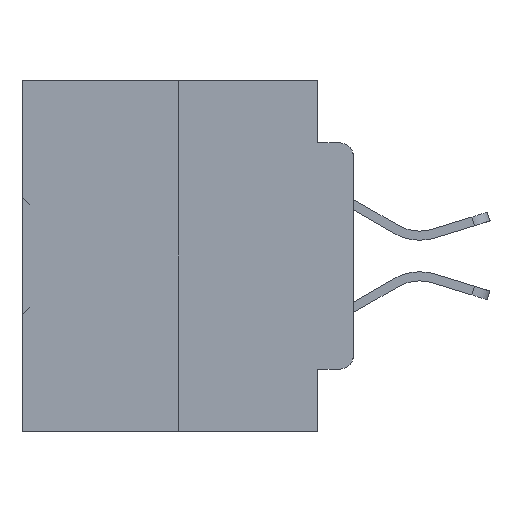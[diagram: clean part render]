
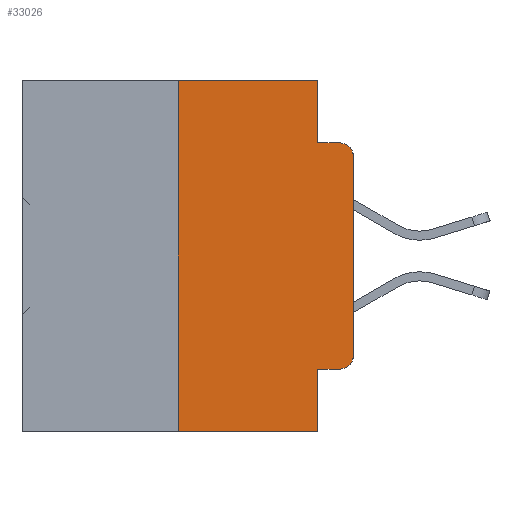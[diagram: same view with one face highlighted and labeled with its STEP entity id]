
A CAD part, left-side view. The second image highlights one B-rep face of the part: STEP entity #33026.
In plain terms, the highlighted planar face has unit normal (-1, 0, 0).
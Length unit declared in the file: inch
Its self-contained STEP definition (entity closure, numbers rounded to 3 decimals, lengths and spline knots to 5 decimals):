
#218 = CARTESIAN_POINT ( 'NONE',  ( 0., 0.051, -0.0885 ) ) ;
#662 = CIRCLE ( 'NONE', #22382, 0.02 ) ;
#780 = DIRECTION ( 'NONE',  ( 0., -1., 0. ) ) ;
#1545 = VECTOR ( 'NONE', #28827, 39.37008 ) ;
#1585 = CARTESIAN_POINT ( 'NONE',  ( 0., 0.02, -0.1085 ) ) ;
#1816 = EDGE_CURVE ( 'NONE', #11881, #2849, #25646, .T. ) ;
#2406 = AXIS2_PLACEMENT_3D ( 'NONE', #1585, #10259, #31542 ) ;
#2732 = CIRCLE ( 'NONE', #2406, 0.02 ) ;
#2827 = VERTEX_POINT ( 'NONE', #33897 ) ;
#2849 = VERTEX_POINT ( 'NONE', #218 ) ;
#3907 = LINE ( 'NONE', #25763, #1545 ) ;
#3974 = CARTESIAN_POINT ( 'NONE',  ( 0., 0.051, -0.5 ) ) ;
#4299 = VECTOR ( 'NONE', #38026, 39.37008 ) ;
#4530 = CARTESIAN_POINT ( 'NONE',  ( 0., 0.473, 0. ) ) ;
#4752 = VECTOR ( 'NONE', #26930, 39.37008 ) ;
#4811 = LINE ( 'NONE', #10494, #4299 ) ;
#5224 = ORIENTED_EDGE ( 'NONE', *, *, #1816, .F. ) ;
#6305 = VERTEX_POINT ( 'NONE', #3974 ) ;
#8348 = EDGE_CURVE ( 'NONE', #2849, #11273, #17326, .T. ) ;
#8417 = CARTESIAN_POINT ( 'NONE',  ( 0., 0., -0.3915 ) ) ;
#8514 = CARTESIAN_POINT ( 'NONE',  ( 0., 0.473, -0.5 ) ) ;
#8746 = CARTESIAN_POINT ( 'NONE',  ( 0., 0.051, 0. ) ) ;
#9120 = EDGE_CURVE ( 'NONE', #10189, #25560, #3907, .T. ) ;
#9326 = CARTESIAN_POINT ( 'NONE',  ( 0., 0.051, -0.0885 ) ) ;
#10189 = VERTEX_POINT ( 'NONE', #25339 ) ;
#10259 = DIRECTION ( 'NONE',  ( -1., 0., 0. ) ) ;
#10488 = ORIENTED_EDGE ( 'NONE', *, *, #28195, .T. ) ;
#10494 = CARTESIAN_POINT ( 'NONE',  ( 0., 0., 0. ) ) ;
#10525 = DIRECTION ( 'NONE',  ( 1., 0., 0. ) ) ;
#11128 = ORIENTED_EDGE ( 'NONE', *, *, #31429, .T. ) ;
#11273 = VERTEX_POINT ( 'NONE', #27448 ) ;
#11881 = VERTEX_POINT ( 'NONE', #8746 ) ;
#13257 = EDGE_CURVE ( 'NONE', #26100, #34950, #4811, .T. ) ;
#13717 = VECTOR ( 'NONE', #34851, 39.37008 ) ;
#14243 = VECTOR ( 'NONE', #35462, 39.37008 ) ;
#14250 = DIRECTION ( 'NONE',  ( 0., -1., 0. ) ) ;
#14276 = LINE ( 'NONE', #38762, #4752 ) ;
#17054 = PLANE ( 'NONE',  #37588 ) ;
#17326 = LINE ( 'NONE', #9326, #20666 ) ;
#18562 = LINE ( 'NONE', #34482, #19979 ) ;
#19265 = ORIENTED_EDGE ( 'NONE', *, *, #25195, .F. ) ;
#19577 = ORIENTED_EDGE ( 'NONE', *, *, #26507, .T. ) ;
#19979 = VECTOR ( 'NONE', #33957, 39.37008 ) ;
#20177 = ORIENTED_EDGE ( 'NONE', *, *, #8348, .F. ) ;
#20666 = VECTOR ( 'NONE', #780, 39.37008 ) ;
#21138 = ORIENTED_EDGE ( 'NONE', *, *, #24868, .F. ) ;
#22382 = AXIS2_PLACEMENT_3D ( 'NONE', #24542, #36743, #34084 ) ;
#22725 = CARTESIAN_POINT ( 'NONE',  ( 0., 0., -0.1085 ) ) ;
#23361 = CARTESIAN_POINT ( 'NONE',  ( 0., 0.051, -0.4115 ) ) ;
#24542 = CARTESIAN_POINT ( 'NONE',  ( 0., 0.02, -0.3915 ) ) ;
#24868 = EDGE_CURVE ( 'NONE', #37544, #6305, #14276, .T. ) ;
#25195 = EDGE_CURVE ( 'NONE', #25560, #11881, #18562, .T. ) ;
#25206 = ORIENTED_EDGE ( 'NONE', *, *, #13257, .T. ) ;
#25339 = CARTESIAN_POINT ( 'NONE',  ( 0., 0.25, -0.5 ) ) ;
#25560 = VERTEX_POINT ( 'NONE', #35914 ) ;
#25646 = LINE ( 'NONE', #28352, #13717 ) ;
#25763 = CARTESIAN_POINT ( 'NONE',  ( 0., 0.25, 0. ) ) ;
#26100 = VERTEX_POINT ( 'NONE', #8417 ) ;
#26245 = DIRECTION ( 'NONE',  ( 0., 0., -1. ) ) ;
#26507 = EDGE_CURVE ( 'NONE', #34950, #11273, #2732, .T. ) ;
#26930 = DIRECTION ( 'NONE',  ( 0., 0., -1. ) ) ;
#27448 = CARTESIAN_POINT ( 'NONE',  ( 0., 0.02, -0.0885 ) ) ;
#28195 = EDGE_CURVE ( 'NONE', #2827, #26100, #662, .T. ) ;
#28352 = CARTESIAN_POINT ( 'NONE',  ( 0., 0.051, 0. ) ) ;
#28384 = ORIENTED_EDGE ( 'NONE', *, *, #9120, .F. ) ;
#28577 = LINE ( 'NONE', #8514, #34736 ) ;
#28827 = DIRECTION ( 'NONE',  ( 0., 0., 1. ) ) ;
#31429 = EDGE_CURVE ( 'NONE', #10189, #6305, #28577, .T. ) ;
#31542 = DIRECTION ( 'NONE',  ( 0., 0., -1. ) ) ;
#32391 = CARTESIAN_POINT ( 'NONE',  ( 0., 0.051, -0.4115 ) ) ;
#33026 = ADVANCED_FACE ( 'NONE', ( #38403 ), #17054, .F. ) ;
#33897 = CARTESIAN_POINT ( 'NONE',  ( 0., 0.02, -0.4115 ) ) ;
#33957 = DIRECTION ( 'NONE',  ( 0., -1., 0. ) ) ;
#34084 = DIRECTION ( 'NONE',  ( 0., 0., -1. ) ) ;
#34482 = CARTESIAN_POINT ( 'NONE',  ( 0., 0.473, 0. ) ) ;
#34736 = VECTOR ( 'NONE', #14250, 39.37008 ) ;
#34851 = DIRECTION ( 'NONE',  ( 0., 0., -1. ) ) ;
#34950 = VERTEX_POINT ( 'NONE', #22725 ) ;
#35203 = LINE ( 'NONE', #32391, #14243 ) ;
#35462 = DIRECTION ( 'NONE',  ( 0., -1., 0. ) ) ;
#35914 = CARTESIAN_POINT ( 'NONE',  ( 0., 0.25, 0. ) ) ;
#36556 = EDGE_LOOP ( 'NONE', ( #25206, #19577, #20177, #5224, #19265, #28384, #11128, #21138, #36777, #10488 ) ) ;
#36743 = DIRECTION ( 'NONE',  ( -1., 0., 0. ) ) ;
#36777 = ORIENTED_EDGE ( 'NONE', *, *, #37590, .T. ) ;
#37544 = VERTEX_POINT ( 'NONE', #23361 ) ;
#37588 = AXIS2_PLACEMENT_3D ( 'NONE', #4530, #10525, #26245 ) ;
#37590 = EDGE_CURVE ( 'NONE', #37544, #2827, #35203, .T. ) ;
#38026 = DIRECTION ( 'NONE',  ( 0., 0., 1. ) ) ;
#38403 = FACE_OUTER_BOUND ( 'NONE', #36556, .T. ) ;
#38762 = CARTESIAN_POINT ( 'NONE',  ( 0., 0.051, 0. ) ) ;
